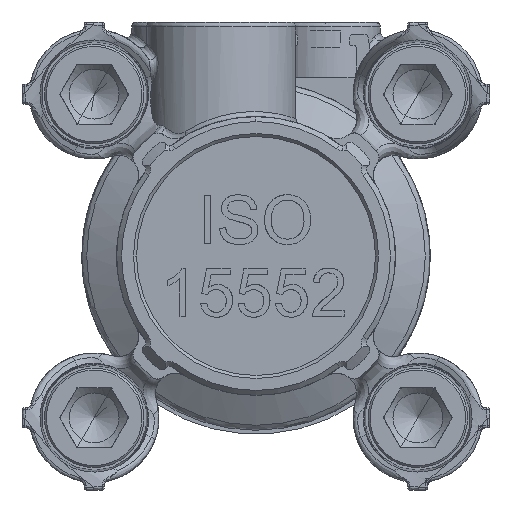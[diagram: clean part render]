
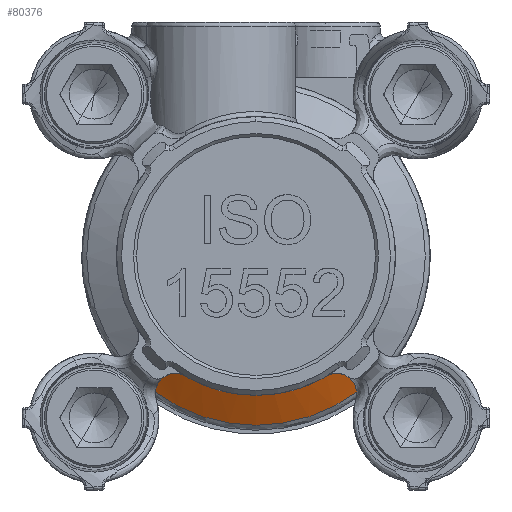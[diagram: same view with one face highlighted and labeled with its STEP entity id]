
A CAD part, front view. The second image highlights one B-rep face of the part: STEP entity #80376.
In plain terms, the highlighted conical face has half-angle 60 degrees and reference radius 17 mm.
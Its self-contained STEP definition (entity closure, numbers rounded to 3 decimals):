
#822 = B_SPLINE_CURVE_WITH_KNOTS ( 'NONE', 3,
 ( #18065, #19084, #89906, #42144, #10321, #27301, #88873, #97080, #26775, #19588, #33949, #43150, #50868, #82161, #11860, #65243 ),
 .UNSPECIFIED., .F., .F.,
 ( 4, 2, 2, 2, 2, 2, 2, 4 ),
 ( 0., 0.001, 0.001, 0.002, 0.003, 0.003, 0.004, 0.004 ),
 .UNSPECIFIED. ) ;
#1992 = CARTESIAN_POINT ( 'NONE',  ( -9.566, 20.591, -12.407 ) ) ;
#2034 = DIRECTION ( 'NONE',  ( 0., 1., 0. ) ) ;
#2328 = ORIENTED_EDGE ( 'NONE', *, *, #87039, .T. ) ;
#2515 = CARTESIAN_POINT ( 'NONE',  ( -9.265, 20.365, -12.143 ) ) ;
#10183 = CARTESIAN_POINT ( 'NONE',  ( -7.797, 19.718, -11.814 ) ) ;
#10321 = CARTESIAN_POINT ( 'NONE',  ( 9.899, 20.923, -12.874 ) ) ;
#10714 = CARTESIAN_POINT ( 'NONE',  ( -9.117, 20.274, -12.057 ) ) ;
#11860 = CARTESIAN_POINT ( 'NONE',  ( 7.263, 19.629, -11.97 ) ) ;
#12251 = AXIS2_PLACEMENT_3D ( 'NONE', #72978, #18596, #25813 ) ;
#16906 = CARTESIAN_POINT ( 'NONE',  ( -7.931, 19.754, -11.798 ) ) ;
#17928 = CARTESIAN_POINT ( 'NONE',  ( -8.326, 19.88, -11.792 ) ) ;
#18065 = CARTESIAN_POINT ( 'NONE',  ( 10.11, 21.361, -13.667 ) ) ;
#18430 = CARTESIAN_POINT ( 'NONE',  ( -7.574, 19.673, -11.864 ) ) ;
#18596 = DIRECTION ( 'NONE',  ( 0., 1., 0. ) ) ;
#19084 = CARTESIAN_POINT ( 'NONE',  ( 10.099, 21.279, -13.498 ) ) ;
#19588 = CARTESIAN_POINT ( 'NONE',  ( 8.501, 19.953, -11.821 ) ) ;
#20092 = CIRCLE ( 'NONE', #33178, 14. ) ;
#23057 = DIRECTION ( 'NONE',  ( 0., 1., 0. ) ) ;
#24642 = CARTESIAN_POINT ( 'NONE',  ( -8.991, 20.198, -11.988 ) ) ;
#24791 = CARTESIAN_POINT ( 'NONE',  ( 0., 19.629, 0. ) ) ;
#25648 = CARTESIAN_POINT ( 'NONE',  ( -8.734, 20.061, -11.883 ) ) ;
#25813 = DIRECTION ( 'NONE',  ( 0., 0., 1. ) ) ;
#26142 = CARTESIAN_POINT ( 'NONE',  ( -9.087, 20.256, -12.04 ) ) ;
#26298 = ORIENTED_EDGE ( 'NONE', *, *, #72630, .F. ) ;
#26775 = CARTESIAN_POINT ( 'NONE',  ( 8.827, 20.107, -11.914 ) ) ;
#27301 = CARTESIAN_POINT ( 'NONE',  ( 9.644, 20.644, -12.463 ) ) ;
#29767 = VERTEX_POINT ( 'NONE', #78973 ) ;
#32801 = CARTESIAN_POINT ( 'NONE',  ( -10.112, 21.361, -13.665 ) ) ;
#33178 = AXIS2_PLACEMENT_3D ( 'NONE', #24791, #80145, #40641 ) ;
#33294 = CARTESIAN_POINT ( 'NONE',  ( -7.265, 19.634, -11.977 ) ) ;
#33816 = CARTESIAN_POINT ( 'NONE',  ( -10.091, 21.195, -13.322 ) ) ;
#33949 = CARTESIAN_POINT ( 'NONE',  ( 8.332, 19.883, -11.794 ) ) ;
#39908 = FACE_OUTER_BOUND ( 'NONE', #99252, .T. ) ;
#40485 = CARTESIAN_POINT ( 'NONE',  ( -8.814, 20.101, -11.911 ) ) ;
#40641 = DIRECTION ( 'NONE',  ( 0., 0., 1. ) ) ;
#40973 = CARTESIAN_POINT ( 'NONE',  ( -9.697, 20.709, -12.563 ) ) ;
#41473 = CARTESIAN_POINT ( 'NONE',  ( -9.771, 20.781, -12.664 ) ) ;
#42005 = CARTESIAN_POINT ( 'NONE',  ( -8.135, 19.816, -11.789 ) ) ;
#42054 = DIRECTION ( 'NONE',  ( 0., 0., 1. ) ) ;
#42144 = CARTESIAN_POINT ( 'NONE',  ( 9.969, 21.016, -13.025 ) ) ;
#43071 = EDGE_CURVE ( 'NONE', #77403, #46220, #52016, .T. ) ;
#43150 = CARTESIAN_POINT ( 'NONE',  ( 7.977, 19.763, -11.787 ) ) ;
#45455 = AXIS2_PLACEMENT_3D ( 'NONE', #71228, #23057, #63527 ) ;
#46220 = VERTEX_POINT ( 'NONE', #78645 ) ;
#47684 = CARTESIAN_POINT ( 'NONE',  ( -9.107, 20.267, -12.051 ) ) ;
#50868 = CARTESIAN_POINT ( 'NONE',  ( 7.795, 19.714, -11.807 ) ) ;
#52016 = CIRCLE ( 'NONE', #73249, 14. ) ;
#53208 = CIRCLE ( 'NONE', #12251, 17. ) ;
#55898 = CARTESIAN_POINT ( 'NONE',  ( -9.795, 20.806, -12.7 ) ) ;
#56915 = CARTESIAN_POINT ( 'NONE',  ( -8.932, 20.165, -11.961 ) ) ;
#57915 = CARTESIAN_POINT ( 'NONE',  ( -7.394, 19.647, -11.924 ) ) ;
#63527 = DIRECTION ( 'NONE',  ( 0., 0., 1. ) ) ;
#63598 = CARTESIAN_POINT ( 'NONE',  ( -8.492, 19.947, -11.815 ) ) ;
#64288 = EDGE_CURVE ( 'NONE', #97482, #29767, #822, .T. ) ;
#64584 = CARTESIAN_POINT ( 'NONE',  ( -8.066, 19.794, -11.789 ) ) ;
#65243 = CARTESIAN_POINT ( 'NONE',  ( 7.1, 19.629, -12.066 ) ) ;
#71228 = CARTESIAN_POINT ( 'NONE',  ( 0., 21.361, 0. ) ) ;
#71800 = CARTESIAN_POINT ( 'NONE',  ( -9.722, 20.733, -12.596 ) ) ;
#72630 = EDGE_CURVE ( 'NONE', #97482, #97815, #53208, .T. ) ;
#72797 = CARTESIAN_POINT ( 'NONE',  ( -9.989, 21.018, -13.013 ) ) ;
#72978 = CARTESIAN_POINT ( 'NONE',  ( 0., 21.361, 0. ) ) ;
#73182 = B_SPLINE_CURVE_WITH_KNOTS ( 'NONE', 3,
 ( #88737, #73314, #33294, #57915, #94931, #96945, #18430, #88242, #10183, #16906, #96443, #64584, #89265, #42005, #17928, #63598, #25648, #40485, #56915, #24642, #79497, #26142, #47684, #10714, #2515, #80484, #1992, #78975, #40973, #71800, #41473, #55898, #72797, #33816, #32801 ),
 .UNSPECIFIED., .F., .F.,
 ( 4, 2, 2, 2, 2, 1, 2, 2, 2, 2, 1, 1, 2, 2, 2, 2, 2, 2, 4 ),
 ( 0., 0.062, 0.094, 0.125, 0.187, 0.219, 0.234, 0.25, 0.375, 0.437, 0.469, 0.484, 0.492, 0.5, 0.625, 0.687, 0.719, 0.75, 1. ),
 .UNSPECIFIED. ) ;
#73249 = AXIS2_PLACEMENT_3D ( 'NONE', #87778, #2034, #42054 ) ;
#73314 = CARTESIAN_POINT ( 'NONE',  ( -7.182, 19.629, -12.018 ) ) ;
#73348 = CONICAL_SURFACE ( 'NONE', #45455, 17., 1.047 ) ;
#77403 = VERTEX_POINT ( 'NONE', #83315 ) ;
#78645 = CARTESIAN_POINT ( 'NONE',  ( -7.102, 19.629, -12.065 ) ) ;
#78973 = CARTESIAN_POINT ( 'NONE',  ( 7.1, 19.629, -12.066 ) ) ;
#78975 = CARTESIAN_POINT ( 'NONE',  ( -9.62, 20.638, -12.467 ) ) ;
#79497 = CARTESIAN_POINT ( 'NONE',  ( -9.059, 20.238, -12.024 ) ) ;
#79994 = CARTESIAN_POINT ( 'NONE',  ( -10.112, 21.361, -13.665 ) ) ;
#80145 = DIRECTION ( 'NONE',  ( 0., 1., 0. ) ) ;
#80376 = ADVANCED_FACE ( 'NONE', ( #39908 ), #73348, .T. ) ;
#80484 = CARTESIAN_POINT ( 'NONE',  ( -9.392, 20.454, -12.239 ) ) ;
#82161 = CARTESIAN_POINT ( 'NONE',  ( 7.439, 19.647, -11.899 ) ) ;
#83315 = CARTESIAN_POINT ( 'NONE',  ( 0., 19.629, -14. ) ) ;
#84576 = ORIENTED_EDGE ( 'NONE', *, *, #89027, .T. ) ;
#87039 = EDGE_CURVE ( 'NONE', #46220, #97815, #73182, .T. ) ;
#87778 = CARTESIAN_POINT ( 'NONE',  ( 0., 19.629, 0. ) ) ;
#88242 = CARTESIAN_POINT ( 'NONE',  ( -7.708, 19.698, -11.83 ) ) ;
#88737 = CARTESIAN_POINT ( 'NONE',  ( -7.102, 19.629, -12.065 ) ) ;
#88873 = CARTESIAN_POINT ( 'NONE',  ( 9.407, 20.454, -12.23 ) ) ;
#89027 = EDGE_CURVE ( 'NONE', #29767, #77403, #20092, .T. ) ;
#89265 = CARTESIAN_POINT ( 'NONE',  ( -8.111, 19.808, -11.789 ) ) ;
#89906 = CARTESIAN_POINT ( 'NONE',  ( 10.068, 21.194, -13.336 ) ) ;
#90226 = ORIENTED_EDGE ( 'NONE', *, *, #43071, .T. ) ;
#92880 = ORIENTED_EDGE ( 'NONE', *, *, #64288, .T. ) ;
#94931 = CARTESIAN_POINT ( 'NONE',  ( -7.438, 19.652, -11.908 ) ) ;
#96443 = CARTESIAN_POINT ( 'NONE',  ( -7.998, 19.773, -11.792 ) ) ;
#96945 = CARTESIAN_POINT ( 'NONE',  ( -7.527, 19.665, -11.878 ) ) ;
#97080 = CARTESIAN_POINT ( 'NONE',  ( 8.983, 20.192, -11.982 ) ) ;
#97482 = VERTEX_POINT ( 'NONE', #99616 ) ;
#97815 = VERTEX_POINT ( 'NONE', #79994 ) ;
#99252 = EDGE_LOOP ( 'NONE', ( #92880, #84576, #90226, #2328, #26298 ) ) ;
#99616 = CARTESIAN_POINT ( 'NONE',  ( 10.11, 21.361, -13.667 ) ) ;
